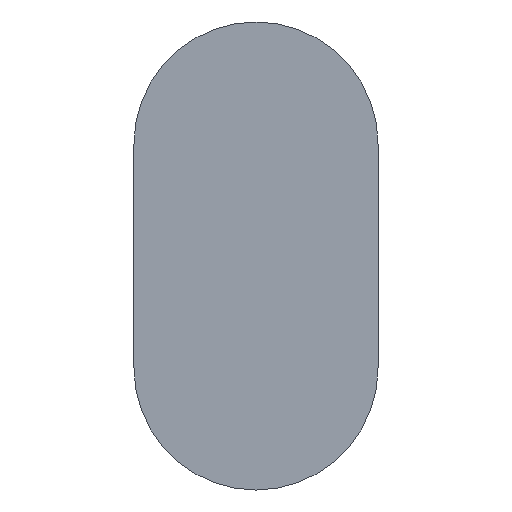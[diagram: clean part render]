
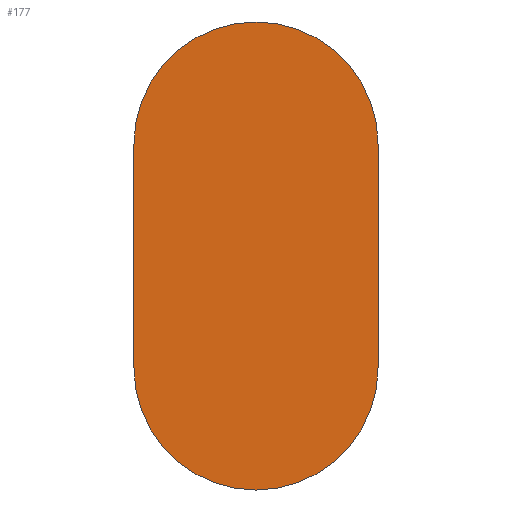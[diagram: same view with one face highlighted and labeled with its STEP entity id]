
A CAD part, left-side view. The second image highlights one B-rep face of the part: STEP entity #177.
In plain terms, the highlighted planar face has unit normal (-1, 0, 0).
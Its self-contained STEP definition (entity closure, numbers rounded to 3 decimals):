
#21 = CIRCLE ( 'NONE', #532, 12. ) ;
#59 = DIRECTION ( 'NONE',  ( 0., 0., 1. ) ) ;
#65 = CARTESIAN_POINT ( 'NONE',  ( -66.5, 12., 11. ) ) ;
#73 = VERTEX_POINT ( 'NONE', #490 ) ;
#82 = CARTESIAN_POINT ( 'NONE',  ( -66.5, 12., 11. ) ) ;
#98 = VERTEX_POINT ( 'NONE', #101 ) ;
#101 = CARTESIAN_POINT ( 'NONE',  ( -66.5, -12., -11. ) ) ;
#111 = PLANE ( 'NONE',  #216 ) ;
#112 = CIRCLE ( 'NONE', #508, 12. ) ;
#130 = EDGE_CURVE ( 'NONE', #148, #98, #726, .T. ) ;
#131 = ORIENTED_EDGE ( 'NONE', *, *, #700, .F. ) ;
#136 = CARTESIAN_POINT ( 'NONE',  ( -66.5, 0., 11. ) ) ;
#148 = VERTEX_POINT ( 'NONE', #666 ) ;
#155 = LINE ( 'NONE', #82, #747 ) ;
#165 = DIRECTION ( 'NONE',  ( 1., 0., 0. ) ) ;
#167 = EDGE_CURVE ( 'NONE', #73, #655, #21, .T. ) ;
#171 = CARTESIAN_POINT ( 'NONE',  ( -66.5, 0., 11. ) ) ;
#173 = DIRECTION ( 'NONE',  ( -1., 0., 0. ) ) ;
#177 = ADVANCED_FACE ( 'NONE', ( #573 ), #111, .T. ) ;
#178 = DIRECTION ( 'NONE',  ( 0., 0., 1. ) ) ;
#180 = VERTEX_POINT ( 'NONE', #65 ) ;
#216 = AXIS2_PLACEMENT_3D ( 'NONE', #171, #173, #578 ) ;
#290 = ORIENTED_EDGE ( 'NONE', *, *, #167, .F. ) ;
#336 = CARTESIAN_POINT ( 'NONE',  ( -66.5, 0., -11. ) ) ;
#347 = ORIENTED_EDGE ( 'NONE', *, *, #130, .F. ) ;
#390 = EDGE_CURVE ( 'NONE', #180, #148, #112, .T. ) ;
#409 = VECTOR ( 'NONE', #429, 1000. ) ;
#429 = DIRECTION ( 'NONE',  ( 0., 0., -1. ) ) ;
#483 = CIRCLE ( 'NONE', #581, 12. ) ;
#487 = CARTESIAN_POINT ( 'NONE',  ( -66.5, -12., 11. ) ) ;
#490 = CARTESIAN_POINT ( 'NONE',  ( -66.5, 0., -23. ) ) ;
#508 = AXIS2_PLACEMENT_3D ( 'NONE', #136, #718, #665 ) ;
#532 = AXIS2_PLACEMENT_3D ( 'NONE', #625, #165, #178 ) ;
#537 = EDGE_LOOP ( 'NONE', ( #646, #131, #290, #601, #347 ) ) ;
#557 = EDGE_CURVE ( 'NONE', #98, #73, #483, .T. ) ;
#573 = FACE_OUTER_BOUND ( 'NONE', #537, .T. ) ;
#574 = DIRECTION ( 'NONE',  ( 1., 0., 0. ) ) ;
#578 = DIRECTION ( 'NONE',  ( 0., 0., -1. ) ) ;
#581 = AXIS2_PLACEMENT_3D ( 'NONE', #336, #574, #59 ) ;
#601 = ORIENTED_EDGE ( 'NONE', *, *, #557, .F. ) ;
#625 = CARTESIAN_POINT ( 'NONE',  ( -66.5, 0., -11. ) ) ;
#641 = CARTESIAN_POINT ( 'NONE',  ( -66.5, 12., -11. ) ) ;
#646 = ORIENTED_EDGE ( 'NONE', *, *, #390, .F. ) ;
#655 = VERTEX_POINT ( 'NONE', #641 ) ;
#665 = DIRECTION ( 'NONE',  ( 0., 0., -1. ) ) ;
#666 = CARTESIAN_POINT ( 'NONE',  ( -66.5, -12., 11. ) ) ;
#700 = EDGE_CURVE ( 'NONE', #655, #180, #155, .T. ) ;
#718 = DIRECTION ( 'NONE',  ( 1., 0., 0. ) ) ;
#726 = LINE ( 'NONE', #487, #409 ) ;
#727 = DIRECTION ( 'NONE',  ( 0., 0., 1. ) ) ;
#747 = VECTOR ( 'NONE', #727, 1000. ) ;
